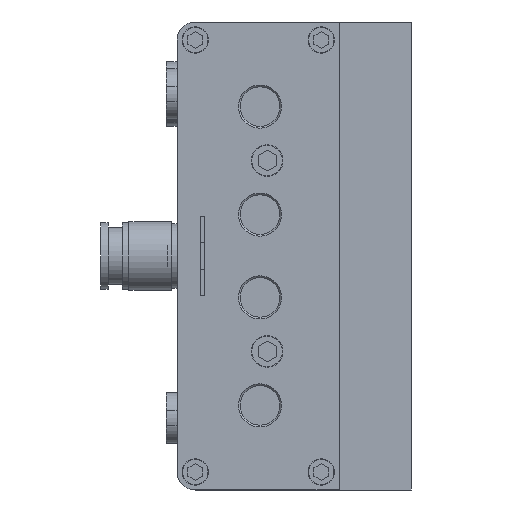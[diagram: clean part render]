
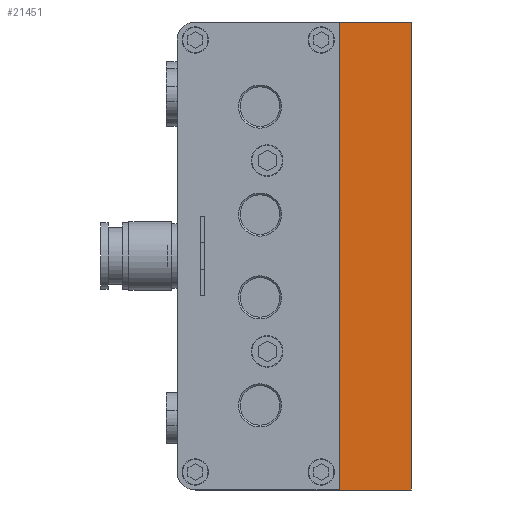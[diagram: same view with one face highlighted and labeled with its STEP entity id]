
A CAD part, left-side view. The second image highlights one B-rep face of the part: STEP entity #21451.
In plain terms, the highlighted planar face has unit normal (-1, 0, 0).
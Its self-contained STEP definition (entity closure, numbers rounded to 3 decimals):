
#2915 = EDGE_CURVE ( 'NONE', #32568, #17614, #35303, .T. ) ;
#4932 = VECTOR ( 'NONE', #16900, 1000. ) ;
#5623 = CARTESIAN_POINT ( 'NONE',  ( -491., 0., 65. ) ) ;
#5892 = EDGE_CURVE ( 'NONE', #34671, #17614, #19227, .T. ) ;
#7169 = CARTESIAN_POINT ( 'NONE',  ( -491., -20., 65. ) ) ;
#8068 = EDGE_LOOP ( 'NONE', ( #29063, #30272, #34082, #15488 ) ) ;
#8217 = CARTESIAN_POINT ( 'NONE',  ( -491., -20., -65. ) ) ;
#8898 = LINE ( 'NONE', #30759, #30546 ) ;
#10473 = EDGE_CURVE ( 'NONE', #31221, #32568, #26155, .T. ) ;
#10571 = VECTOR ( 'NONE', #18616, 1000. ) ;
#11639 = CARTESIAN_POINT ( 'NONE',  ( -491., 0., -65. ) ) ;
#13574 = DIRECTION ( 'NONE',  ( 0., 1., 0. ) ) ;
#14824 = PLANE ( 'NONE',  #32963 ) ;
#15354 = FACE_OUTER_BOUND ( 'NONE', #8068, .T. ) ;
#15488 = ORIENTED_EDGE ( 'NONE', *, *, #33602, .T. ) ;
#16026 = CARTESIAN_POINT ( 'NONE',  ( -491., 0., 65. ) ) ;
#16900 = DIRECTION ( 'NONE',  ( 0., 0., -1. ) ) ;
#17614 = VERTEX_POINT ( 'NONE', #11639 ) ;
#17689 = DIRECTION ( 'NONE',  ( 1., 0., 0. ) ) ;
#18616 = DIRECTION ( 'NONE',  ( 0., 0., -1. ) ) ;
#19227 = LINE ( 'NONE', #5623, #4932 ) ;
#21451 = ADVANCED_FACE ( 'NONE', ( #15354 ), #14824, .F. ) ;
#21555 = VECTOR ( 'NONE', #32427, 1000. ) ;
#23511 = CARTESIAN_POINT ( 'NONE',  ( -491., -20., 65. ) ) ;
#25744 = CARTESIAN_POINT ( 'NONE',  ( -491., -20., 65. ) ) ;
#26101 = DIRECTION ( 'NONE',  ( 0., 0., -1. ) ) ;
#26155 = LINE ( 'NONE', #7169, #10571 ) ;
#27047 = CARTESIAN_POINT ( 'NONE',  ( -491., -20., -65. ) ) ;
#29063 = ORIENTED_EDGE ( 'NONE', *, *, #5892, .T. ) ;
#30272 = ORIENTED_EDGE ( 'NONE', *, *, #2915, .F. ) ;
#30546 = VECTOR ( 'NONE', #13574, 1000. ) ;
#30759 = CARTESIAN_POINT ( 'NONE',  ( -491., -20., 65. ) ) ;
#31221 = VERTEX_POINT ( 'NONE', #23511 ) ;
#32427 = DIRECTION ( 'NONE',  ( 0., 1., 0. ) ) ;
#32568 = VERTEX_POINT ( 'NONE', #27047 ) ;
#32963 = AXIS2_PLACEMENT_3D ( 'NONE', #25744, #17689, #26101 ) ;
#33602 = EDGE_CURVE ( 'NONE', #31221, #34671, #8898, .T. ) ;
#34082 = ORIENTED_EDGE ( 'NONE', *, *, #10473, .F. ) ;
#34671 = VERTEX_POINT ( 'NONE', #16026 ) ;
#35303 = LINE ( 'NONE', #8217, #21555 ) ;
